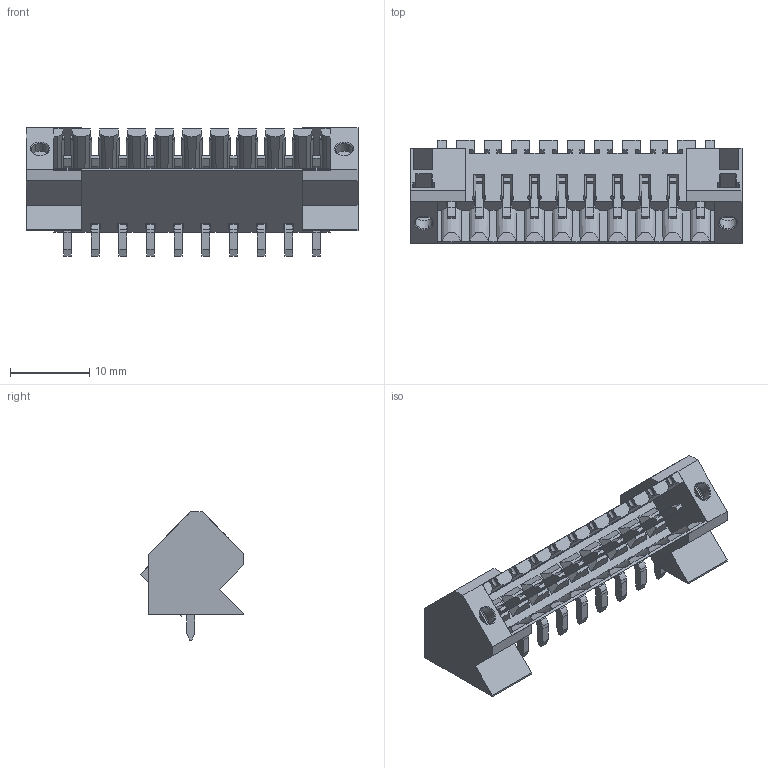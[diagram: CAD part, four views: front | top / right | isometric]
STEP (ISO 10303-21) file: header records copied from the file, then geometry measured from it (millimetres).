
FILE_DESCRIPTION(('CATIA V5 STEP Exchange','CAx-IF Rec.Pracs.--- Model Styling and Organization---1.2---2011-12-15'),'2;1');
FILE_NAME ('D1454205_0_1643410000_1643410000.stp','2018-10-10T07:52:03+00:00',('none'),('Weidmueller'),'CATIA Version 5-6 Release 2014','CATIA V5 STEP AP214','none');
FILE_SCHEMA(('AUTOMOTIVE_DESIGN { 1 0 10303 214 1 1 1 1 }'));
Length unit declared in the file: millimetre
Products named in the file (1): 1643410000
Bounding box: 42 x 13.15 x 16.23 mm (x, y, z)
Volume: 2022.6 mm3; surface area: 4360 mm2
Topology: 11 solids, 11 shells, 848 faces, 2441 edges, 1617 vertices
Faces by surface type: plane 708, cylinder 126, cone 14
Entity records: 25917 total; most frequent: CARTESIAN_POINT 5828, ORIENTED_EDGE 4882, DIRECTION 3023, EDGE_CURVE 2441, VECTOR 1983, LINE 1983, VERTEX_POINT 1617, EDGE_LOOP 874
